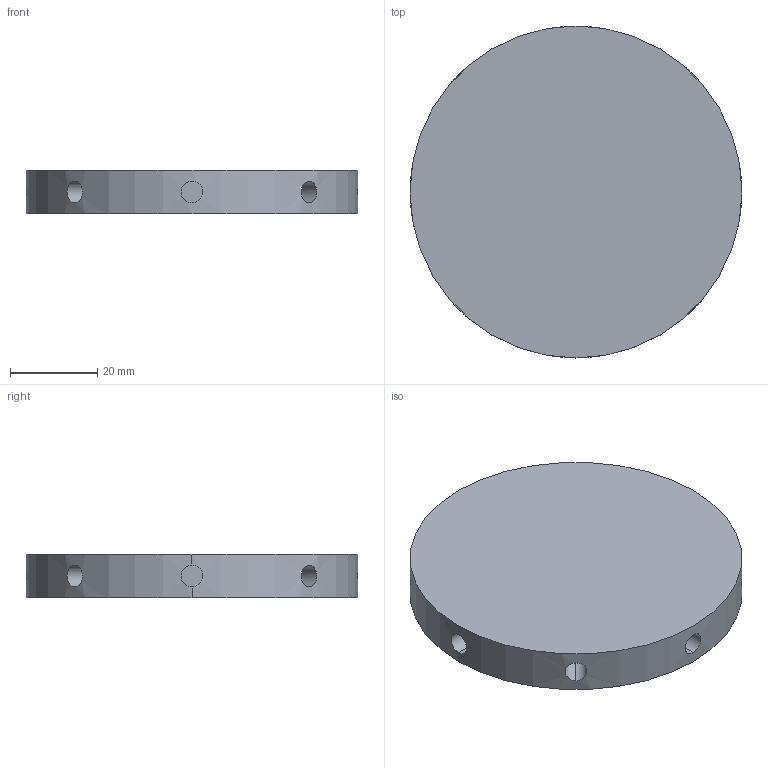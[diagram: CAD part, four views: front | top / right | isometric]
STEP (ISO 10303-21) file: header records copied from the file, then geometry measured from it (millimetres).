
FILE_DESCRIPTION (( 'STEP AP214' ), '1' );
FILE_NAME ('Top Avionics Attachment.STEP', '2023-02-07T13:15:13', ( 'HP' ), ( 'HP' ), 'SwSTEP 2.0', 'SolidWorks 2021', '' );
FILE_SCHEMA (( 'AUTOMOTIVE_DESIGN' ));
Length unit declared in the file: millimetre
Products named in the file (1): Top Avionics Attachment
Bounding box: 76 x 76 x 10 mm (x, y, z)
Volume: 43798.3 mm3; surface area: 12712 mm2
Topology: 1 solids, 1 shells, 28 faces, 56 edges, 36 vertices
Faces by surface type: cylinder 18, plane 10
Entity records: 1226 total; most frequent: CARTESIAN_POINT 617, DIRECTION 118, ORIENTED_EDGE 112, EDGE_CURVE 56, AXIS2_PLACEMENT_3D 49, VERTEX_POINT 36, EDGE_LOOP 34, ADVANCED_FACE 28
